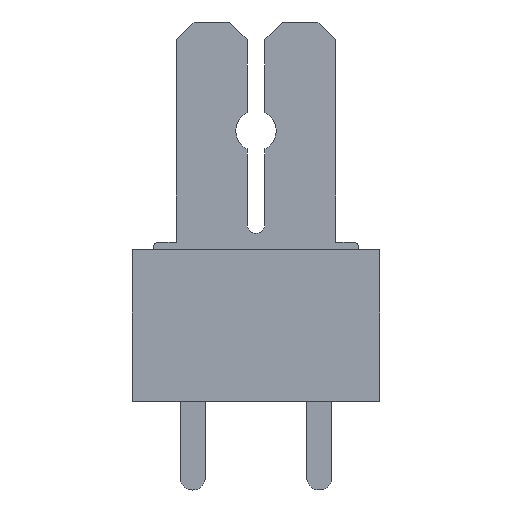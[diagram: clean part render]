
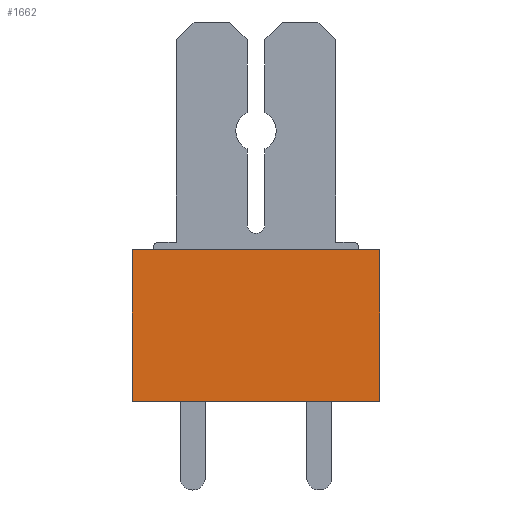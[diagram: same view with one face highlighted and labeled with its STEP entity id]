
A CAD part, left-side view. The second image highlights one B-rep face of the part: STEP entity #1662.
In plain terms, the highlighted planar face has unit normal (-1, 0, 0).
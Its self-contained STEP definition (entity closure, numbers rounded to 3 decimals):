
#1654=AXIS2_PLACEMENT_3D('Plane Axis2P3D',#1651,#1652,#1653) ;
#49=CARTESIAN_POINT('Vertex',(0.,9.8,9.5)) ;
#52=CARTESIAN_POINT('Line Origine',(0.,4.9,9.5)) ;
#56=CARTESIAN_POINT('Vertex',(0.,0.,9.5)) ;
#835=CARTESIAN_POINT('Vertex',(0.,9.8,3.5)) ;
#838=CARTESIAN_POINT('Line Origine',(0.,9.8,6.5)) ;
#866=CARTESIAN_POINT('Vertex',(0.,0.,3.5)) ;
#869=CARTESIAN_POINT('Line Origine',(0.,4.9,3.5)) ;
#1639=CARTESIAN_POINT('Line Origine',(0.,0.,6.5)) ;
#1651=CARTESIAN_POINT('Axis2P3D Location',(0.,0.,0.)) ;
#53=DIRECTION('Vector Direction',(0.,-1.,0.)) ;
#839=DIRECTION('Vector Direction',(0.,0.,1.)) ;
#870=DIRECTION('Vector Direction',(0.,1.,0.)) ;
#1640=DIRECTION('Vector Direction',(0.,0.,-1.)) ;
#1652=DIRECTION('Axis2P3D Direction',(-1.,0.,0.)) ;
#1653=DIRECTION('Axis2P3D XDirection',(0.,0.,1.)) ;
#54=VECTOR('Line Direction',#53,1.) ;
#840=VECTOR('Line Direction',#839,1.) ;
#871=VECTOR('Line Direction',#870,1.) ;
#1641=VECTOR('Line Direction',#1640,1.) ;
#1657=ORIENTED_EDGE('',*,*,#58,.T.) ;
#1658=ORIENTED_EDGE('',*,*,#842,.T.) ;
#1659=ORIENTED_EDGE('',*,*,#873,.T.) ;
#1660=ORIENTED_EDGE('',*,*,#1643,.T.) ;
#1662=ADVANCED_FACE('Housing',(#1661),#1655,.T.) ;
#58=EDGE_CURVE('',#57,#50,#55,.F.) ;
#842=EDGE_CURVE('',#50,#836,#841,.F.) ;
#873=EDGE_CURVE('',#836,#867,#872,.F.) ;
#1643=EDGE_CURVE('',#867,#57,#1642,.F.) ;
#1656=EDGE_LOOP('',(#1657,#1658,#1659,#1660)) ;
#1661=FACE_OUTER_BOUND('',#1656,.T.) ;
#55=LINE('Line',#52,#54) ;
#841=LINE('Line',#838,#840) ;
#872=LINE('Line',#869,#871) ;
#1642=LINE('Line',#1639,#1641) ;
#1655=PLANE('',#1654) ;
#50=VERTEX_POINT('',#49) ;
#57=VERTEX_POINT('',#56) ;
#836=VERTEX_POINT('',#835) ;
#867=VERTEX_POINT('',#866) ;
